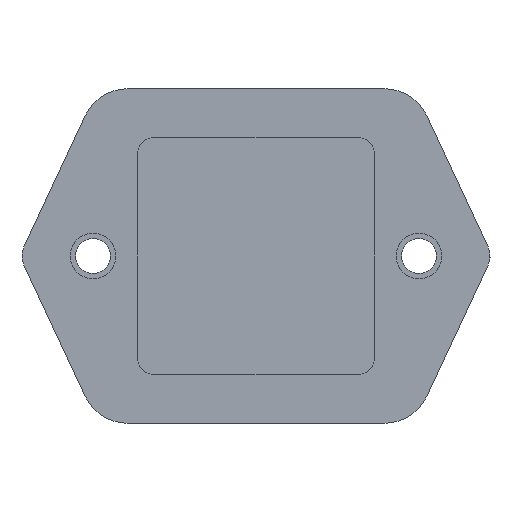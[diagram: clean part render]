
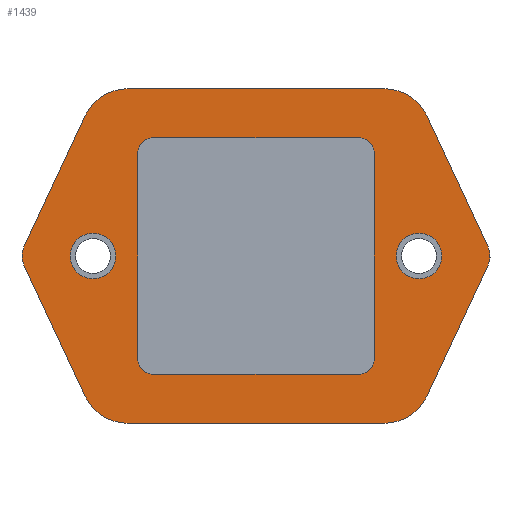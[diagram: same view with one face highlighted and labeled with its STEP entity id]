
A CAD part, front view. The second image highlights one B-rep face of the part: STEP entity #1439.
In plain terms, the highlighted planar face has unit normal (0, 1, 0).
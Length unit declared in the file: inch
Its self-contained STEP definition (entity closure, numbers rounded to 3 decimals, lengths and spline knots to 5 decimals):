
#574=CARTESIAN_POINT('',(1.61756,0.,-0.60624));
#575=DIRECTION('',(0.,1.,0.));
#576=DIRECTION('',(0.906,0.,0.423));
#577=AXIS2_PLACEMENT_3D('',#574,#575,#576);
#579=DIRECTION('',(0.423,0.,-0.906));
#580=VECTOR('',#579,0.52187);
#581=CARTESIAN_POINT('',(1.46837,0.,-0.09998));
#582=LINE('',#581,#580);
#583=CARTESIAN_POINT('',(1.31143,0.,-0.17317));
#584=DIRECTION('',(0.,1.,0.));
#585=DIRECTION('',(0.,0.,1.));
#586=AXIS2_PLACEMENT_3D('',#583,#584,#585);
#588=CARTESIAN_POINT('',(0.38487,0.,-0.17317));
#589=DIRECTION('',(0.,1.,0.));
#590=DIRECTION('',(-0.906,0.,0.423));
#591=AXIS2_PLACEMENT_3D('',#588,#589,#590);
#593=DIRECTION('',(0.423,0.,0.906));
#594=VECTOR('',#593,0.52187);
#595=CARTESIAN_POINT('',(0.00738,0.,-0.57296));
#596=LINE('',#595,#594);
#597=CARTESIAN_POINT('',(0.07874,0.,-0.60624));
#598=DIRECTION('',(0.,1.,0.));
#599=DIRECTION('',(-0.906,0.,-0.423));
#600=AXIS2_PLACEMENT_3D('',#597,#598,#599);
#602=DIRECTION('',(-0.423,0.,0.906));
#603=VECTOR('',#602,0.52187);
#604=CARTESIAN_POINT('',(0.22793,0.,-1.11249));
#605=LINE('',#604,#603);
#606=CARTESIAN_POINT('',(0.38487,0.,-1.03931));
#607=DIRECTION('',(0.,1.,0.));
#608=DIRECTION('',(0.,0.,-1.));
#609=AXIS2_PLACEMENT_3D('',#606,#607,#608);
#611=CARTESIAN_POINT('',(1.31143,0.,-1.03931));
#612=DIRECTION('',(0.,1.,0.));
#613=DIRECTION('',(0.906,0.,-0.423));
#614=AXIS2_PLACEMENT_3D('',#611,#612,#613);
#616=DIRECTION('',(-0.423,0.,-0.906));
#617=VECTOR('',#616,0.52187);
#618=CARTESIAN_POINT('',(1.68892,0.,-0.63951));
#619=LINE('',#618,#617);
#620=CARTESIAN_POINT('',(0.2576,0.,-0.60624));
#621=DIRECTION('',(0.,-1.,0.));
#622=DIRECTION('',(0.,0.,1.));
#623=AXIS2_PLACEMENT_3D('',#620,#621,#622);
#625=CARTESIAN_POINT('',(0.2576,0.,-0.60624));
#626=DIRECTION('',(0.,-1.,0.));
#627=DIRECTION('',(0.,0.,-1.));
#628=AXIS2_PLACEMENT_3D('',#625,#626,#627);
#630=CARTESIAN_POINT('',(1.4387,0.,-0.60624));
#631=DIRECTION('',(0.,-1.,0.));
#632=DIRECTION('',(0.,0.,1.));
#633=AXIS2_PLACEMENT_3D('',#630,#631,#632);
#635=CARTESIAN_POINT('',(1.4387,0.,-0.60624));
#636=DIRECTION('',(0.,-1.,0.));
#637=DIRECTION('',(0.,0.,-1.));
#638=AXIS2_PLACEMENT_3D('',#635,#636,#637);
#640=CARTESIAN_POINT('',(0.47807,0.,-0.97632));
#641=DIRECTION('',(0.,-1.,0.));
#642=DIRECTION('',(-1.,0.,0.));
#643=AXIS2_PLACEMENT_3D('',#640,#641,#642);
#645=CARTESIAN_POINT('',(0.47807,0.,-0.23616));
#646=DIRECTION('',(0.,-1.,0.));
#647=DIRECTION('',(0.,0.,1.));
#648=AXIS2_PLACEMENT_3D('',#645,#646,#647);
#650=CARTESIAN_POINT('',(1.21823,0.,-0.23616));
#651=DIRECTION('',(0.,-1.,0.));
#652=DIRECTION('',(1.,0.,0.));
#653=AXIS2_PLACEMENT_3D('',#650,#651,#652);
#655=CARTESIAN_POINT('',(1.21823,0.,-0.97632));
#656=DIRECTION('',(0.,-1.,0.));
#657=DIRECTION('',(0.,0.,-1.));
#658=AXIS2_PLACEMENT_3D('',#655,#656,#657);
#803=DIRECTION('',(-1.,0.,0.));
#804=VECTOR('',#803,0.92655);
#805=CARTESIAN_POINT('',(1.31143,0.,-1.21247));
#806=LINE('',#805,#804);
#835=DIRECTION('',(1.,0.,0.));
#836=VECTOR('',#835,0.92655);
#837=CARTESIAN_POINT('',(0.38487,0.,0.));
#838=LINE('',#837,#836);
#1118=DIRECTION('',(1.,0.,0.));
#1119=VECTOR('',#1118,0.74016);
#1120=CARTESIAN_POINT('',(0.47807,0.,-1.03537));
#1121=LINE('',#1120,#1119);
#1134=DIRECTION('',(0.,0.,-1.));
#1135=VECTOR('',#1134,0.74016);
#1136=CARTESIAN_POINT('',(0.41901,0.,-0.23616));
#1137=LINE('',#1136,#1135);
#1150=DIRECTION('',(-1.,0.,0.));
#1151=VECTOR('',#1150,0.74016);
#1152=CARTESIAN_POINT('',(1.21823,0.,-0.1771));
#1153=LINE('',#1152,#1151);
#1166=DIRECTION('',(0.,0.,1.));
#1167=VECTOR('',#1166,0.74016);
#1168=CARTESIAN_POINT('',(1.27728,0.,-0.97632));
#1169=LINE('',#1168,#1167);
#1267=CARTESIAN_POINT('',(0.2576,0.,-0.52356));
#1268=CARTESIAN_POINT('',(0.2576,0.,-0.68891));
#1269=VERTEX_POINT('',#1267);
#1270=VERTEX_POINT('',#1268);
#1275=CARTESIAN_POINT('',(1.68892,0.,-0.57296));
#1276=CARTESIAN_POINT('',(1.68892,0.,-0.63951));
#1277=VERTEX_POINT('',#1275);
#1278=VERTEX_POINT('',#1276);
#1279=CARTESIAN_POINT('',(1.46837,0.,-0.09998));
#1280=VERTEX_POINT('',#1279);
#1281=CARTESIAN_POINT('',(1.31143,0.,0.));
#1282=VERTEX_POINT('',#1281);
#1283=CARTESIAN_POINT('',(0.38487,0.,0.));
#1284=VERTEX_POINT('',#1283);
#1285=CARTESIAN_POINT('',(0.22793,0.,-0.09998));
#1286=VERTEX_POINT('',#1285);
#1287=CARTESIAN_POINT('',(0.00738,0.,-0.57296));
#1288=VERTEX_POINT('',#1287);
#1289=CARTESIAN_POINT('',(0.00738,0.,-0.63951));
#1290=VERTEX_POINT('',#1289);
#1291=CARTESIAN_POINT('',(0.22793,0.,-1.11249));
#1292=VERTEX_POINT('',#1291);
#1293=CARTESIAN_POINT('',(0.38487,0.,-1.21247));
#1294=VERTEX_POINT('',#1293);
#1295=CARTESIAN_POINT('',(1.31143,0.,-1.21247));
#1296=VERTEX_POINT('',#1295);
#1297=CARTESIAN_POINT('',(1.46837,0.,-1.11249));
#1298=VERTEX_POINT('',#1297);
#1299=CARTESIAN_POINT('',(1.4387,0.,-0.52356));
#1300=CARTESIAN_POINT('',(1.4387,0.,-0.68891));
#1301=VERTEX_POINT('',#1299);
#1302=VERTEX_POINT('',#1300);
#1303=CARTESIAN_POINT('',(0.47807,0.,-1.03537));
#1304=CARTESIAN_POINT('',(1.21823,0.,-1.03537));
#1305=VERTEX_POINT('',#1303);
#1306=VERTEX_POINT('',#1304);
#1307=CARTESIAN_POINT('',(0.41901,0.,-0.97632));
#1308=VERTEX_POINT('',#1307);
#1309=CARTESIAN_POINT('',(0.41901,0.,-0.23616));
#1310=VERTEX_POINT('',#1309);
#1311=CARTESIAN_POINT('',(0.47807,0.,-0.1771));
#1312=VERTEX_POINT('',#1311);
#1313=CARTESIAN_POINT('',(1.21823,0.,-0.1771));
#1314=VERTEX_POINT('',#1313);
#1315=CARTESIAN_POINT('',(1.27728,0.,-0.23616));
#1316=VERTEX_POINT('',#1315);
#1317=CARTESIAN_POINT('',(1.27728,0.,-0.97632));
#1318=VERTEX_POINT('',#1317);
#1379=CARTESIAN_POINT('',(0.84815,0.,-0.60624));
#1380=DIRECTION('',(0.,1.,0.));
#1381=DIRECTION('',(0.,0.,1.));
#1382=AXIS2_PLACEMENT_3D('',#1379,#1380,#1381);
#1383=PLANE('',#1382);
#1385=ORIENTED_EDGE('',*,*,#1384,.F.);
#1387=ORIENTED_EDGE('',*,*,#1386,.F.);
#1389=ORIENTED_EDGE('',*,*,#1388,.F.);
#1391=ORIENTED_EDGE('',*,*,#1390,.F.);
#1393=ORIENTED_EDGE('',*,*,#1392,.F.);
#1395=ORIENTED_EDGE('',*,*,#1394,.F.);
#1397=ORIENTED_EDGE('',*,*,#1396,.F.);
#1399=ORIENTED_EDGE('',*,*,#1398,.F.);
#1401=ORIENTED_EDGE('',*,*,#1400,.F.);
#1403=ORIENTED_EDGE('',*,*,#1402,.F.);
#1405=ORIENTED_EDGE('',*,*,#1404,.F.);
#1407=ORIENTED_EDGE('',*,*,#1406,.F.);
#1408=EDGE_LOOP('',(#1385,#1387,#1389,#1391,#1393,#1395,#1397,#1399,#1401,#1403,
#1405,#1407));
#1409=FACE_OUTER_BOUND('',#1408,.F.);
#1410=ORIENTED_EDGE('',*,*,#1368,.F.);
#1412=ORIENTED_EDGE('',*,*,#1411,.F.);
#1413=EDGE_LOOP('',(#1410,#1412));
#1414=FACE_BOUND('',#1413,.F.);
#1416=ORIENTED_EDGE('',*,*,#1415,.F.);
#1418=ORIENTED_EDGE('',*,*,#1417,.F.);
#1419=EDGE_LOOP('',(#1416,#1418));
#1420=FACE_BOUND('',#1419,.F.);
#1422=ORIENTED_EDGE('',*,*,#1421,.F.);
#1424=ORIENTED_EDGE('',*,*,#1423,.F.);
#1426=ORIENTED_EDGE('',*,*,#1425,.F.);
#1428=ORIENTED_EDGE('',*,*,#1427,.F.);
#1430=ORIENTED_EDGE('',*,*,#1429,.F.);
#1432=ORIENTED_EDGE('',*,*,#1431,.F.);
#1434=ORIENTED_EDGE('',*,*,#1433,.F.);
#1436=ORIENTED_EDGE('',*,*,#1435,.F.);
#1437=EDGE_LOOP('',(#1422,#1424,#1426,#1428,#1430,#1432,#1434,#1436));
#1438=FACE_BOUND('',#1437,.F.);
#1439=ADVANCED_FACE('',(#1409,#1414,#1420,#1438),#1383,.T.);
#578=CIRCLE('',#577,0.07874);
#587=CIRCLE('',#586,0.17317);
#592=CIRCLE('',#591,0.17317);
#601=CIRCLE('',#600,0.07874);
#610=CIRCLE('',#609,0.17317);
#615=CIRCLE('',#614,0.17317);
#624=CIRCLE('',#623,0.08268);
#629=CIRCLE('',#628,0.08268);
#634=CIRCLE('',#633,0.08268);
#639=CIRCLE('',#638,0.08268);
#644=CIRCLE('',#643,0.05906);
#649=CIRCLE('',#648,0.05906);
#654=CIRCLE('',#653,0.05906);
#659=CIRCLE('',#658,0.05906);
#1368=EDGE_CURVE('',#1269,#1270,#624,.T.);
#1384=EDGE_CURVE('',#1277,#1278,#578,.T.);
#1386=EDGE_CURVE('',#1280,#1277,#582,.T.);
#1388=EDGE_CURVE('',#1282,#1280,#587,.T.);
#1390=EDGE_CURVE('',#1284,#1282,#838,.T.);
#1392=EDGE_CURVE('',#1286,#1284,#592,.T.);
#1394=EDGE_CURVE('',#1288,#1286,#596,.T.);
#1396=EDGE_CURVE('',#1290,#1288,#601,.T.);
#1398=EDGE_CURVE('',#1292,#1290,#605,.T.);
#1400=EDGE_CURVE('',#1294,#1292,#610,.T.);
#1402=EDGE_CURVE('',#1296,#1294,#806,.T.);
#1404=EDGE_CURVE('',#1298,#1296,#615,.T.);
#1406=EDGE_CURVE('',#1278,#1298,#619,.T.);
#1411=EDGE_CURVE('',#1270,#1269,#629,.T.);
#1415=EDGE_CURVE('',#1301,#1302,#634,.T.);
#1417=EDGE_CURVE('',#1302,#1301,#639,.T.);
#1421=EDGE_CURVE('',#1305,#1306,#1121,.T.);
#1423=EDGE_CURVE('',#1308,#1305,#644,.T.);
#1425=EDGE_CURVE('',#1310,#1308,#1137,.T.);
#1427=EDGE_CURVE('',#1312,#1310,#649,.T.);
#1429=EDGE_CURVE('',#1314,#1312,#1153,.T.);
#1431=EDGE_CURVE('',#1316,#1314,#654,.T.);
#1433=EDGE_CURVE('',#1318,#1316,#1169,.T.);
#1435=EDGE_CURVE('',#1306,#1318,#659,.T.);
